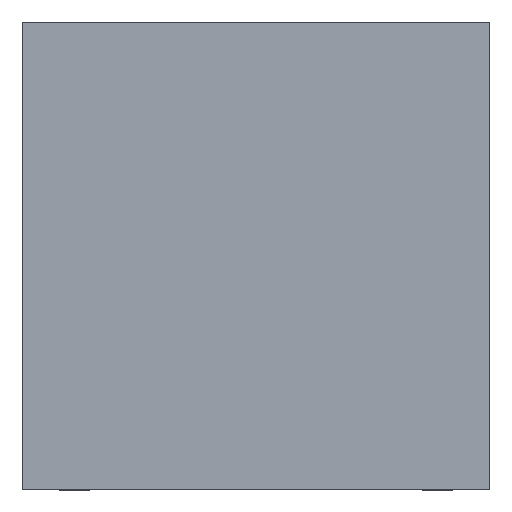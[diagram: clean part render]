
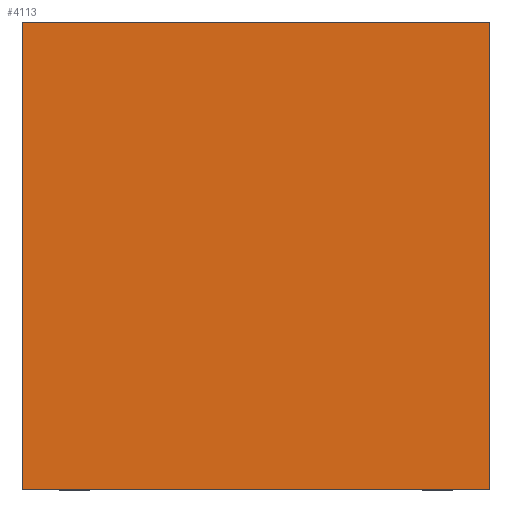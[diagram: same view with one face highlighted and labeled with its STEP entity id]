
A CAD part, top view. The second image highlights one B-rep face of the part: STEP entity #4113.
In plain terms, the highlighted planar face has unit normal (0, 0, 1).
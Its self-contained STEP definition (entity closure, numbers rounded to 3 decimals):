
#459=LINE('',#6922,#768);
#463=LINE('',#6930,#772);
#466=LINE('',#6936,#775);
#468=LINE('',#6939,#777);
#768=VECTOR('',#5190,1000.);
#772=VECTOR('',#5196,1000.);
#775=VECTOR('',#5201,1000.);
#777=VECTOR('',#5205,1000.);
#1560=ORIENTED_EDGE('',*,*,#1953,.T.);
#1561=ORIENTED_EDGE('',*,*,#1957,.T.);
#1562=ORIENTED_EDGE('',*,*,#1960,.T.);
#1563=ORIENTED_EDGE('',*,*,#1962,.T.);
#1953=EDGE_CURVE('',#2242,#2241,#459,.T.);
#1957=EDGE_CURVE('',#2241,#2244,#463,.T.);
#1960=EDGE_CURVE('',#2244,#2246,#466,.T.);
#1962=EDGE_CURVE('',#2246,#2242,#468,.T.);
#2241=VERTEX_POINT('',#6921);
#2242=VERTEX_POINT('',#6923);
#2244=VERTEX_POINT('',#6929);
#2246=VERTEX_POINT('',#6935);
#2522=EDGE_LOOP('',(#1560,#1561,#1562,#1563));
#2791=FACE_BOUND('',#2522,.T.);
#2935=PLANE('',#4388);
#4113=ADVANCED_FACE('',(#2791),#2935,.T.);
#4388=AXIS2_PLACEMENT_3D('',#6940,#5206,#5207);
#5190=DIRECTION('',(0.,-1.,0.));
#5196=DIRECTION('',(1.,0.,0.));
#5201=DIRECTION('',(0.,1.,0.));
#5205=DIRECTION('',(-1.,0.,0.));
#5206=DIRECTION('',(0.,0.,1.));
#5207=DIRECTION('',(1.,0.,0.));
#6921=CARTESIAN_POINT('',(-1.,-1.,0.9));
#6922=CARTESIAN_POINT('',(-1.,1.,0.9));
#6923=CARTESIAN_POINT('',(-1.,1.,0.9));
#6929=CARTESIAN_POINT('',(1.,-1.,0.9));
#6930=CARTESIAN_POINT('',(-1.,-1.,0.9));
#6935=CARTESIAN_POINT('',(1.,1.,0.9));
#6936=CARTESIAN_POINT('',(1.,-1.,0.9));
#6939=CARTESIAN_POINT('',(1.,1.,0.9));
#6940=CARTESIAN_POINT('',(0.,0.,0.9));
